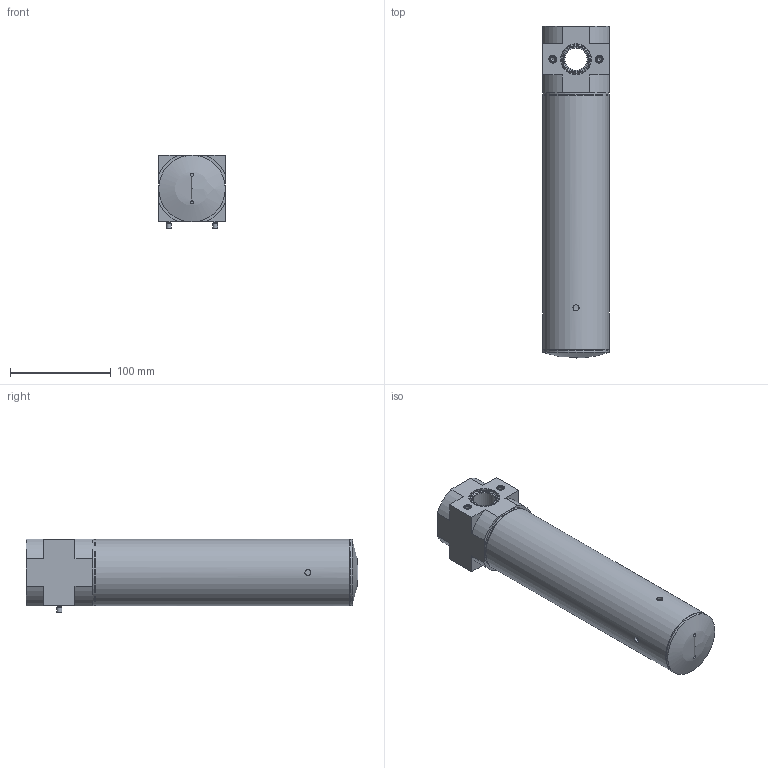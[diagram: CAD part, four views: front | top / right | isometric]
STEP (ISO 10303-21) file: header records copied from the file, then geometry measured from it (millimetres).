
FILE_DESCRIPTION(/* description */ ('STEP AP214'),/* implementation_level */ '2;1');
FILE_NAME(/* name */ '543664_LDM1-D-MAXI-300',/* time_stamp */ '2024-08-29T20:50:55+02:00',/* author */ ('License CC BY-ND 4.0'),/* organization */ ('CADENAS'),/* preprocessor_version */ 'ST-DEVELOPER v19.3',/* originating_system */ 'PARTsolutions',/* authorisation */ ' ');
FILE_SCHEMA (('AUTOMOTIVE_DESIGN {1 0 10303 214 3 1 1}'));
Length unit declared in the file: millimetre
Products named in the file (3): 543664 LDM1-D-MAXI-300; 697428 LDM1-D-MAXI-300; 234370 FRB-D-MAXI
Assembly tree (3 placements, depth 2):
  543664 LDM1-D-MAXI-300
    697428 LDM1-D-MAXI-300
    234370 FRB-D-MAXI  x2
Bounding box: 66 x 329 x 72.8 mm (x, y, z)
Volume: 1130268.8 mm3; surface area: 89702.1 mm2
Topology: 3 solids, 3 shells, 100 faces, 210 edges, 131 vertices
Faces by surface type: cylinder 34, plane 30, cone 23, torus 12, sphere 1
Full cylindrical faces by diameter (mm): 3 x2, 3.7 x2, 4.134 x2, 5 x2, 6 x4, 7 x2, 22 x1, 30 x2, 62 x1, 63.2 x1, 66 x3
Entity records: 2701 total; most frequent: CARTESIAN_POINT 426, DIRECTION 372, ORIENTED_EDGE 254, AXIS2_PLACEMENT_3D 164, FACE_BOUND 157, EDGE_LOOP 156, EDGE_CURVE 127, VERTEX_POINT 108
